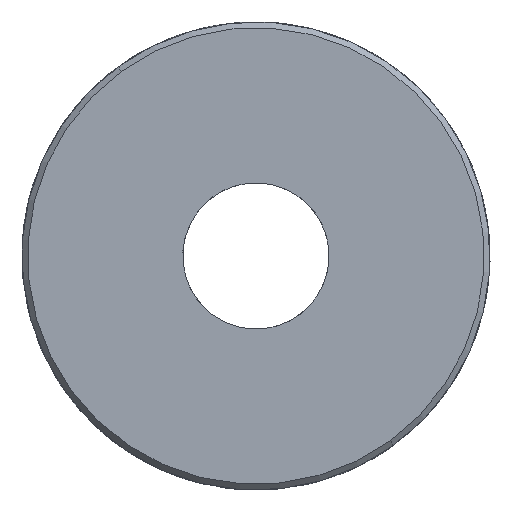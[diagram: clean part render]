
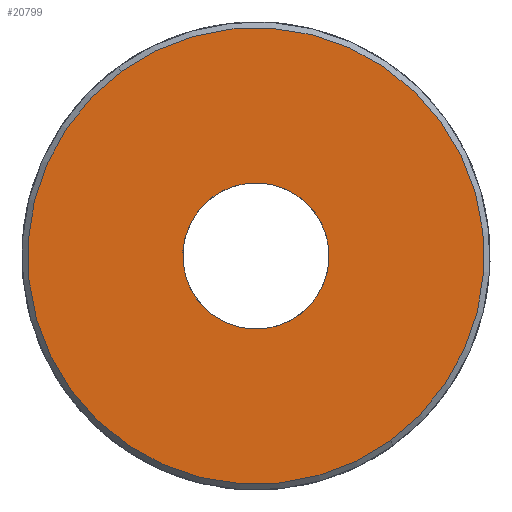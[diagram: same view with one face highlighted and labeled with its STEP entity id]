
A CAD part, left-side view. The second image highlights one B-rep face of the part: STEP entity #20799.
In plain terms, the highlighted face is planar.
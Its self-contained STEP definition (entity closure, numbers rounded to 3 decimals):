
#20134=CARTESIAN_POINT('',(0.,0.,0.));
#20135=DIRECTION('',(0.,0.,1.));
#20136=DIRECTION('',(-1.,0.,0.));
#20137=AXIS2_PLACEMENT_3D('',#20134,#20135,#20136);
#20139=CARTESIAN_POINT('',(0.,0.,0.));
#20140=DIRECTION('',(0.,0.,1.));
#20141=DIRECTION('',(1.,0.,0.));
#20142=AXIS2_PLACEMENT_3D('',#20139,#20140,#20141);
#20621=CARTESIAN_POINT('',(0.,0.,0.));
#20622=DIRECTION('',(0.,0.,1.));
#20623=DIRECTION('',(-1.,0.,0.));
#20624=AXIS2_PLACEMENT_3D('',#20621,#20622,#20623);
#20630=CARTESIAN_POINT('',(0.,0.,0.));
#20631=DIRECTION('',(0.,0.,1.));
#20632=DIRECTION('',(1.,0.,0.));
#20633=AXIS2_PLACEMENT_3D('',#20630,#20631,#20632);
#20644=CARTESIAN_POINT('',(78.,0.,0.));
#20645=CARTESIAN_POINT('',(-78.,0.,0.));
#20646=VERTEX_POINT('',#20644);
#20647=VERTEX_POINT('',#20645);
#20670=CARTESIAN_POINT('',(25.,0.,0.));
#20671=CARTESIAN_POINT('',(-25.,0.,0.));
#20672=VERTEX_POINT('',#20670);
#20673=VERTEX_POINT('',#20671);
#20783=CARTESIAN_POINT('',(0.,0.,0.));
#20784=DIRECTION('',(0.,0.,1.));
#20785=DIRECTION('',(1.,0.,0.));
#20786=AXIS2_PLACEMENT_3D('',#20783,#20784,#20785);
#20787=PLANE('',#20786);
#20789=ORIENTED_EDGE('',*,*,#20788,.T.);
#20790=ORIENTED_EDGE('',*,*,#20772,.T.);
#20791=EDGE_LOOP('',(#20789,#20790));
#20792=FACE_OUTER_BOUND('',#20791,.F.);
#20794=ORIENTED_EDGE('',*,*,#20793,.F.);
#20796=ORIENTED_EDGE('',*,*,#20795,.F.);
#20797=EDGE_LOOP('',(#20794,#20796));
#20798=FACE_BOUND('',#20797,.F.);
#20799=ADVANCED_FACE('',(#20792,#20798),#20787,.F.);
#20138=CIRCLE('',#20137,78.);
#20143=CIRCLE('',#20142,78.);
#20625=CIRCLE('',#20624,25.);
#20634=CIRCLE('',#20633,25.);
#20772=EDGE_CURVE('',#20646,#20647,#20143,.T.);
#20788=EDGE_CURVE('',#20647,#20646,#20138,.T.);
#20793=EDGE_CURVE('',#20672,#20673,#20634,.T.);
#20795=EDGE_CURVE('',#20673,#20672,#20625,.T.);
